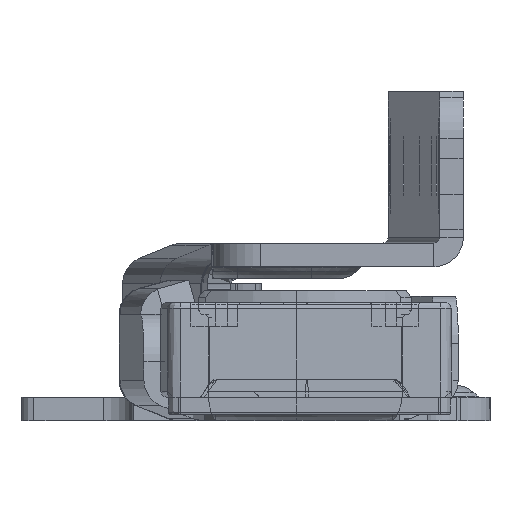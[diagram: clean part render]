
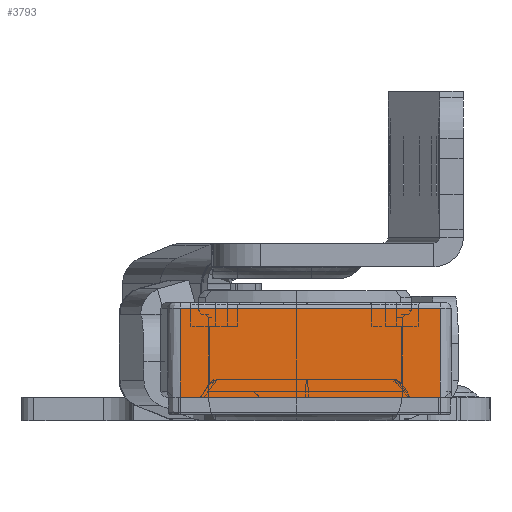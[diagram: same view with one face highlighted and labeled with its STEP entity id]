
A CAD part, left-side view. The second image highlights one B-rep face of the part: STEP entity #3793.
In plain terms, the highlighted face is planar.
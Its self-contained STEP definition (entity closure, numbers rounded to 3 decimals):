
#96 = CARTESIAN_POINT ( 'NONE',  ( 10., 11., 8. ) ) ;
#305 = LINE ( 'NONE', #1645, #10670 ) ;
#1080 = EDGE_CURVE ( 'NONE', #7509, #12515, #8640, .T. ) ;
#1278 = LINE ( 'NONE', #96, #4379 ) ;
#1394 = EDGE_CURVE ( 'NONE', #7509, #2336, #1278, .T. ) ;
#1645 = CARTESIAN_POINT ( 'NONE',  ( 10., 11., 0.5 ) ) ;
#2336 = VERTEX_POINT ( 'NONE', #15081 ) ;
#3666 = CARTESIAN_POINT ( 'NONE',  ( 10., 11., 8. ) ) ;
#3793 = ADVANCED_FACE ( 'NONE', ( #6889 ), #11675, .T. ) ;
#4379 = VECTOR ( 'NONE', #5814, 1000. ) ;
#4562 = DIRECTION ( 'NONE',  ( 1., 0., 0. ) ) ;
#5018 = ORIENTED_EDGE ( 'NONE', *, *, #1080, .T. ) ;
#5045 = DIRECTION ( 'NONE',  ( 0., -1., 0. ) ) ;
#5131 = EDGE_LOOP ( 'NONE', ( #14587, #12042, #13998, #5018 ) ) ;
#5395 = CARTESIAN_POINT ( 'NONE',  ( 10., -11., 8. ) ) ;
#5814 = DIRECTION ( 'NONE',  ( 0., 0., -1. ) ) ;
#6889 = FACE_OUTER_BOUND ( 'NONE', #5131, .T. ) ;
#7378 = CARTESIAN_POINT ( 'NONE',  ( 10., 11., 8. ) ) ;
#7509 = VERTEX_POINT ( 'NONE', #3666 ) ;
#8343 = EDGE_CURVE ( 'NONE', #12600, #2336, #305, .T. ) ;
#8577 = AXIS2_PLACEMENT_3D ( 'NONE', #15295, #4562, #9310 ) ;
#8640 = LINE ( 'NONE', #7378, #12115 ) ;
#8981 = CARTESIAN_POINT ( 'NONE',  ( 10., -11., 0.5 ) ) ;
#9310 = DIRECTION ( 'NONE',  ( 0., 0., -1. ) ) ;
#9950 = VECTOR ( 'NONE', #10150, 1000. ) ;
#10150 = DIRECTION ( 'NONE',  ( 0., 0., -1. ) ) ;
#10382 = CARTESIAN_POINT ( 'NONE',  ( 10., -11., 8. ) ) ;
#10670 = VECTOR ( 'NONE', #11181, 1000. ) ;
#11181 = DIRECTION ( 'NONE',  ( 0., 1., 0. ) ) ;
#11343 = LINE ( 'NONE', #5395, #9950 ) ;
#11675 = PLANE ( 'NONE',  #8577 ) ;
#12042 = ORIENTED_EDGE ( 'NONE', *, *, #8343, .T. ) ;
#12115 = VECTOR ( 'NONE', #5045, 1000. ) ;
#12515 = VERTEX_POINT ( 'NONE', #10382 ) ;
#12600 = VERTEX_POINT ( 'NONE', #8981 ) ;
#12601 = EDGE_CURVE ( 'NONE', #12515, #12600, #11343, .T. ) ;
#13998 = ORIENTED_EDGE ( 'NONE', *, *, #1394, .F. ) ;
#14587 = ORIENTED_EDGE ( 'NONE', *, *, #12601, .T. ) ;
#15081 = CARTESIAN_POINT ( 'NONE',  ( 10., 11., 0.5 ) ) ;
#15295 = CARTESIAN_POINT ( 'NONE',  ( 10., 11., 8. ) ) ;
